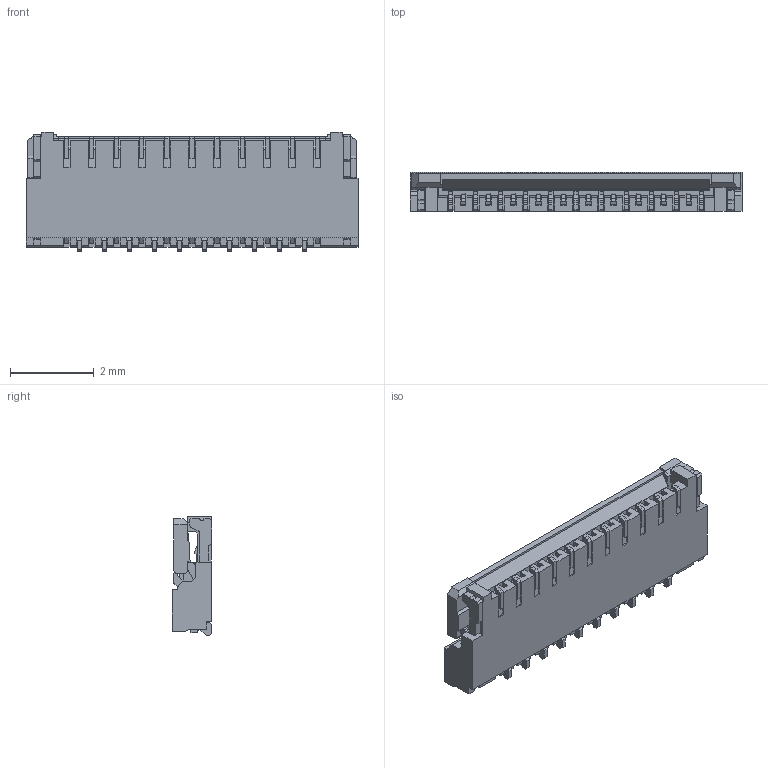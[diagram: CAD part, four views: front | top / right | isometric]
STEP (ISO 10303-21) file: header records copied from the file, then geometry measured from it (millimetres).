
FILE_DESCRIPTION((''),'2;1');
FILE_NAME('5035662102','2019-02-22T',('gga'),(''),'PRO/ENGINEER BY PARAMETRIC TECHNOLOGY CORPORATION, 2016010','PRO/ENGINEER BY PARAMETRIC TECHNOLOGY CORPORATION, 2016010','');
FILE_SCHEMA(('CONFIG_CONTROL_DESIGN'));
Length unit declared in the file: millimetre
Products named in the file (1): 5035662102
Bounding box: 7.95 x 0.95 x 2.85 mm (x, y, z)
Volume: 13 mm3; surface area: 155.3 mm2
Topology: 1 solids, 1 shells, 1598 faces, 4690 edges, 3147 vertices
Faces by surface type: plane 1438, cylinder 160
Entity records: 52151 total; most frequent: CARTESIAN_POINT 9363, ORIENTED_EDGE 9196, DIRECTION 8203, EDGE_CURVE 4598, VECTOR 4369, LINE 4369, VERTEX_POINT 3055, AXIS2_PLACEMENT_3D 1917
